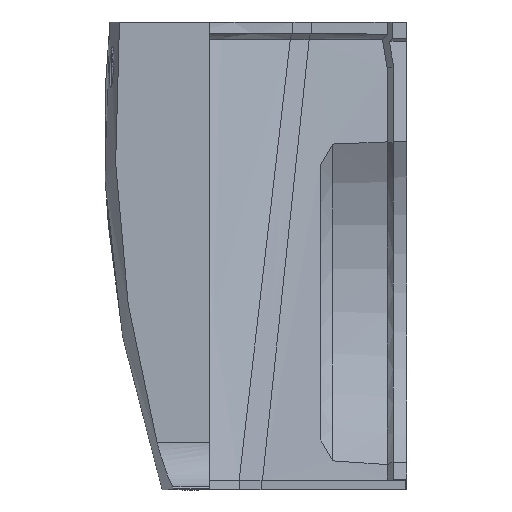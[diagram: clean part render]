
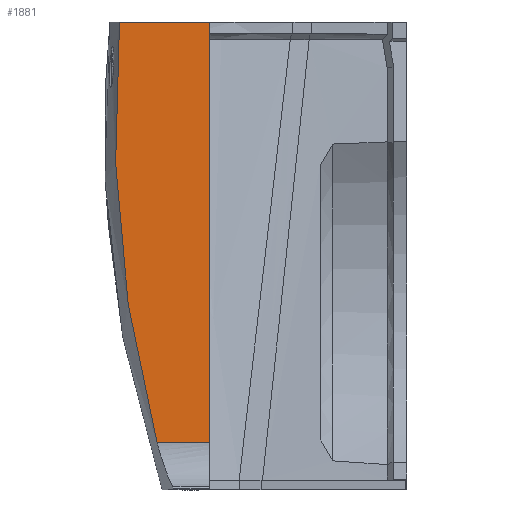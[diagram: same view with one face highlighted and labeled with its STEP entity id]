
A CAD part, left-side view. The second image highlights one B-rep face of the part: STEP entity #1881.
In plain terms, the highlighted planar face has unit normal (-1, 0, 0).
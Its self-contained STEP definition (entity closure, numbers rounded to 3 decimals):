
#171=LINE('',#4127,#248);
#186=LINE('',#5286,#263);
#188=LINE('',#5405,#265);
#248=VECTOR('',#2233,10.);
#263=VECTOR('',#2274,10.);
#265=VECTOR('',#2278,10.);
#297=PLANE('',#2001);
#390=FACE_OUTER_BOUND('',#512,.T.);
#512=EDGE_LOOP('',(#1702,#1703,#1704,#1705));
#641=B_SPLINE_CURVE_WITH_KNOTS('',3,(#4502,#4503,#4504,#4505,#4506,#4507,
#4508),.UNSPECIFIED.,.F.,.F.,(4,3,4),(-22.624,-12.158,
-1.055),.UNSPECIFIED.);
#842=VERTEX_POINT('',#4125);
#843=VERTEX_POINT('',#4126);
#852=VERTEX_POINT('',#4501);
#877=VERTEX_POINT('',#5284);
#1090=EDGE_CURVE('',#842,#843,#171,.T.);
#1106=EDGE_CURVE('',#842,#852,#641,.T.);
#1155=EDGE_CURVE('',#843,#877,#186,.T.);
#1170=EDGE_CURVE('',#877,#852,#188,.T.);
#1702=ORIENTED_EDGE('',*,*,#1170,.T.);
#1703=ORIENTED_EDGE('',*,*,#1106,.F.);
#1704=ORIENTED_EDGE('',*,*,#1090,.T.);
#1705=ORIENTED_EDGE('',*,*,#1155,.T.);
#1881=ADVANCED_FACE('',(#390),#297,.F.);
#2001=AXIS2_PLACEMENT_3D('',#5407,#2280,#2281);
#2233=DIRECTION('',(0.,-1.,0.));
#2274=DIRECTION('',(0.,0.,1.));
#2278=DIRECTION('',(0.,1.,0.));
#2280=DIRECTION('center_axis',(1.,0.,0.));
#2281=DIRECTION('ref_axis',(0.,0.,-1.));
#4125=CARTESIAN_POINT('',(100.,101.314,-337.415));
#4126=CARTESIAN_POINT('',(100.,74.745,-337.415));
#4127=CARTESIAN_POINT('',(100.,125.,-337.415));
#4501=CARTESIAN_POINT('',(100.,120.348,-124.285));
#4502=CARTESIAN_POINT('Ctrl Pts',(100.,101.311,-337.414));
#4503=CARTESIAN_POINT('Ctrl Pts',(100.,110.366,-303.816));
#4504=CARTESIAN_POINT('Ctrl Pts',(100.,116.582,-269.456));
#4505=CARTESIAN_POINT('Ctrl Pts',(100.,119.856,-234.823));
#4506=CARTESIAN_POINT('Ctrl Pts',(100.,123.329,-198.085));
#4507=CARTESIAN_POINT('Ctrl Pts',(100.,123.49,-161.039));
#4508=CARTESIAN_POINT('Ctrl Pts',(100.,120.348,-124.285));
#5284=CARTESIAN_POINT('',(100.,74.745,-124.285));
#5286=CARTESIAN_POINT('',(100.,74.745,-130.285));
#5405=CARTESIAN_POINT('',(100.,125.,-124.285));
#5407=CARTESIAN_POINT('Origin',(100.,125.,-114.285));
